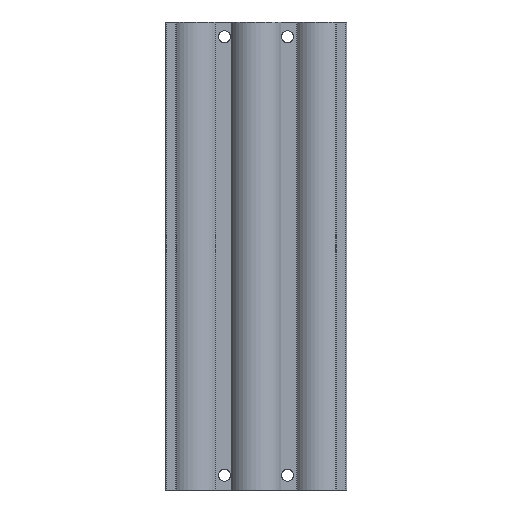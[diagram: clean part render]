
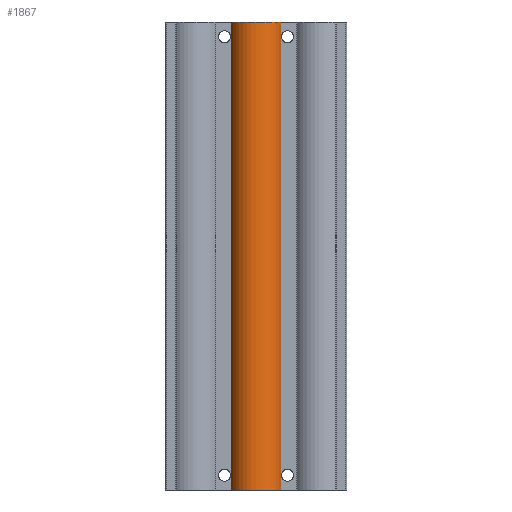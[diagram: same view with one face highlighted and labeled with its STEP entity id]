
A CAD part, front view. The second image highlights one B-rep face of the part: STEP entity #1867.
In plain terms, the highlighted cylindrical face has radius 14.3 mm (diameter 28.6 mm), a partial arc.
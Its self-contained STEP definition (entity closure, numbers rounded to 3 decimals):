
#662 = VERTEX_POINT ( 'NONE', #1152 ) ;
#742 = VERTEX_POINT ( 'NONE', #964 ) ;
#931 = VERTEX_POINT ( 'NONE', #1026 ) ;
#964 = CARTESIAN_POINT ( 'NONE',  ( 13.397, -6.75, 0. ) ) ;
#1026 = CARTESIAN_POINT ( 'NONE',  ( 13.397, -6.75, 253. ) ) ;
#1049 = CARTESIAN_POINT ( 'NONE',  ( -13.397, -6.75, 253. ) ) ;
#1083 = VERTEX_POINT ( 'NONE', #1049 ) ;
#1152 = CARTESIAN_POINT ( 'NONE',  ( -13.397, -6.75, 0. ) ) ;
#1846 = AXIS2_PLACEMENT_3D ( 'NONE', #5748, #5746, #5744 ) ;
#1867 = ADVANCED_FACE ( 'NONE', ( #15220 ), #15219, .T. ) ;
#3159 = CARTESIAN_POINT ( 'NONE',  ( 0., -1.75, 253. ) ) ;
#3255 = DIRECTION ( 'NONE',  ( -1., 0., 0. ) ) ;
#3257 = DIRECTION ( 'NONE',  ( 0., 0., -1. ) ) ;
#5090 = CIRCLE ( 'NONE', #1846, 14.3 ) ;
#5185 = CIRCLE ( 'NONE', #21029, 14.3 ) ;
#5267 = VECTOR ( 'NONE', #17027, 1000. ) ;
#5269 = LINE ( 'NONE', #17028, #5267 ) ;
#5272 = VECTOR ( 'NONE', #17183, 1000. ) ;
#5278 = LINE ( 'NONE', #17184, #5272 ) ;
#5744 = DIRECTION ( 'NONE',  ( 1., 0., 0. ) ) ;
#5746 = DIRECTION ( 'NONE',  ( 0., 0., 1. ) ) ;
#5748 = CARTESIAN_POINT ( 'NONE',  ( 0., -1.75, 253. ) ) ;
#6645 = AXIS2_PLACEMENT_3D ( 'NONE', #3159, #3257, #3255 ) ;
#8420 = EDGE_CURVE ( 'NONE', #1083, #662, #5278, .T. ) ;
#8421 = EDGE_CURVE ( 'NONE', #931, #742, #5269, .T. ) ;
#8441 = EDGE_CURVE ( 'NONE', #662, #742, #5185, .T. ) ;
#8518 = EDGE_CURVE ( 'NONE', #1083, #931, #5090, .T. ) ;
#12853 = EDGE_LOOP ( 'NONE', ( #24185, #24186, #24187, #24188 ) ) ;
#15219 = CYLINDRICAL_SURFACE ( 'NONE', #6645, 14.3 ) ;
#15220 = FACE_OUTER_BOUND ( 'NONE', #12853, .T. ) ;
#17027 = DIRECTION ( 'NONE',  ( 0., 0., -1. ) ) ;
#17028 = CARTESIAN_POINT ( 'NONE',  ( 13.397, -6.75, 253. ) ) ;
#17183 = DIRECTION ( 'NONE',  ( 0., 0., -1. ) ) ;
#17184 = CARTESIAN_POINT ( 'NONE',  ( -13.397, -6.75, 253. ) ) ;
#17436 = CARTESIAN_POINT ( 'NONE',  ( 0., -1.75, 0. ) ) ;
#17468 = DIRECTION ( 'NONE',  ( 1., 0., 0. ) ) ;
#17470 = DIRECTION ( 'NONE',  ( 0., 0., 1. ) ) ;
#21029 = AXIS2_PLACEMENT_3D ( 'NONE', #17436, #17470, #17468 ) ;
#24185 = ORIENTED_EDGE ( 'NONE', *, *, #8441, .T. ) ;
#24186 = ORIENTED_EDGE ( 'NONE', *, *, #8421, .F. ) ;
#24187 = ORIENTED_EDGE ( 'NONE', *, *, #8518, .F. ) ;
#24188 = ORIENTED_EDGE ( 'NONE', *, *, #8420, .T. ) ;
